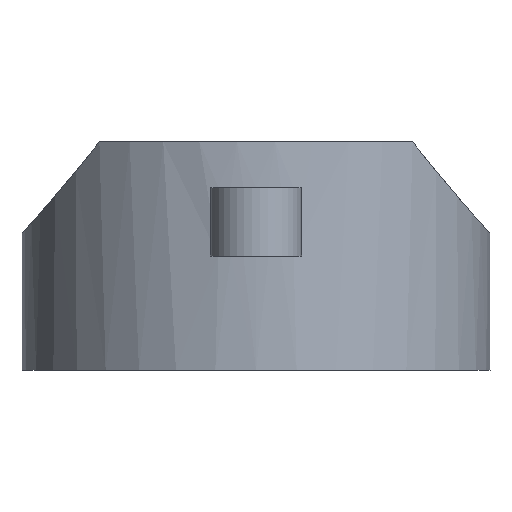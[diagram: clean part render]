
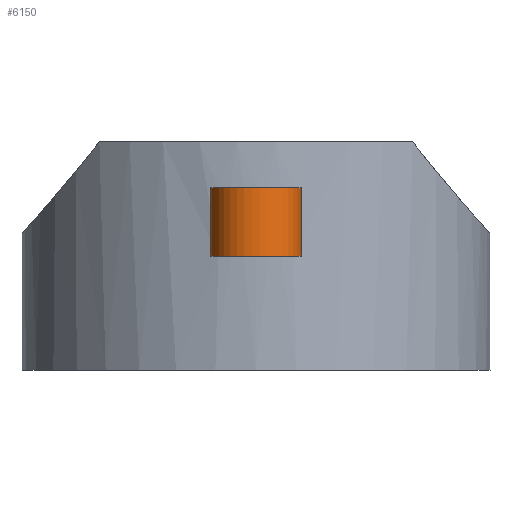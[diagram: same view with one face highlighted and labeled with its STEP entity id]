
A CAD part, left-side view. The second image highlights one B-rep face of the part: STEP entity #6150.
In plain terms, the highlighted cylindrical face has radius 4 mm (diameter 8 mm), a partial arc.
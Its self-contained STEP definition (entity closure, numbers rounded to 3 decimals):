
#5427 = VERTEX_POINT('',#5428);
#5428 = CARTESIAN_POINT('',(-20.233,3.296,10.));
#5436 = VERTEX_POINT('',#5437);
#5437 = CARTESIAN_POINT('',(-20.233,-3.296,10.));
#5444 = EDGE_CURVE('',#5445,#5436,#5447,.T.);
#5445 = VERTEX_POINT('',#5446);
#5446 = CARTESIAN_POINT('',(-20.233,-3.296,16.));
#5447 = LINE('',#5448,#5449);
#5448 = CARTESIAN_POINT('',(-20.233,-3.296,0.));
#5449 = VECTOR('',#5450,1.);
#5450 = DIRECTION('',(-0.,-0.,-1.));
#5462 = VERTEX_POINT('',#5463);
#5463 = CARTESIAN_POINT('',(-20.233,3.296,16.));
#5470 = EDGE_CURVE('',#5462,#5427,#5471,.T.);
#5471 = LINE('',#5472,#5473);
#5472 = CARTESIAN_POINT('',(-20.233,3.296,0.));
#5473 = VECTOR('',#5474,1.);
#5474 = DIRECTION('',(-0.,-0.,-1.));
#6129 = EDGE_CURVE('',#5427,#5436,#6130,.T.);
#6130 = CIRCLE('',#6131,4.);
#6131 = AXIS2_PLACEMENT_3D('',#6132,#6133,#6134);
#6132 = CARTESIAN_POINT('',(-22.5,0.,10.));
#6133 = DIRECTION('',(0.,0.,1.));
#6134 = DIRECTION('',(1.,0.,0.));
#6150 = ADVANCED_FACE('',(#6151),#6163,.T.);
#6151 = FACE_BOUND('',#6152,.F.);
#6152 = EDGE_LOOP('',(#6153,#6154,#6155,#6162));
#6153 = ORIENTED_EDGE('',*,*,#6129,.F.);
#6154 = ORIENTED_EDGE('',*,*,#5470,.F.);
#6155 = ORIENTED_EDGE('',*,*,#6156,.T.);
#6156 = EDGE_CURVE('',#5462,#5445,#6157,.T.);
#6157 = CIRCLE('',#6158,4.);
#6158 = AXIS2_PLACEMENT_3D('',#6159,#6160,#6161);
#6159 = CARTESIAN_POINT('',(-22.5,0.,16.));
#6160 = DIRECTION('',(0.,0.,1.));
#6161 = DIRECTION('',(1.,0.,0.));
#6162 = ORIENTED_EDGE('',*,*,#5444,.T.);
#6163 = CYLINDRICAL_SURFACE('',#6164,4.);
#6164 = AXIS2_PLACEMENT_3D('',#6165,#6166,#6167);
#6165 = CARTESIAN_POINT('',(-22.5,0.,10.));
#6166 = DIRECTION('',(-0.,-0.,-1.));
#6167 = DIRECTION('',(1.,0.,0.));
